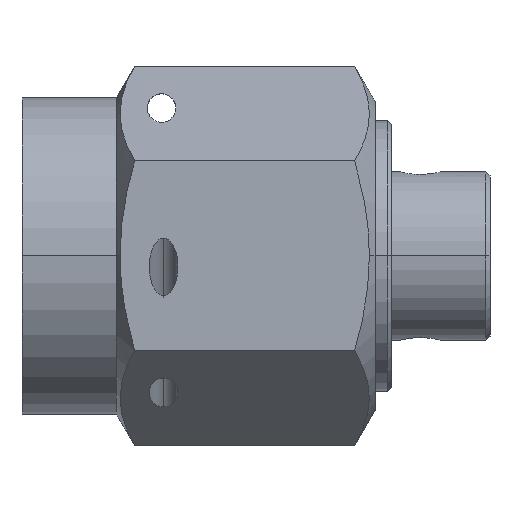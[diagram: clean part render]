
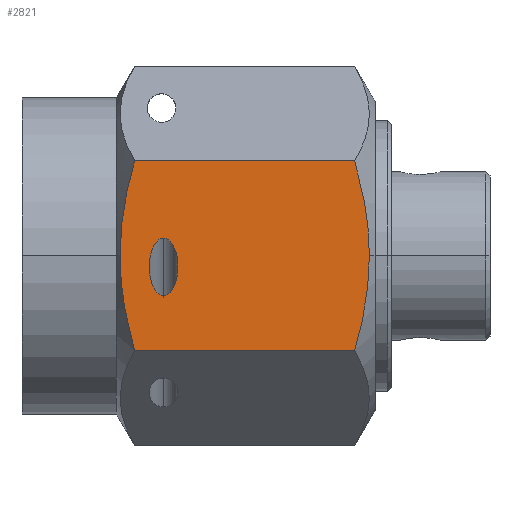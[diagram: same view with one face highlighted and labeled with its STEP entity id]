
A CAD part, top view. The second image highlights one B-rep face of the part: STEP entity #2821.
In plain terms, the highlighted face is planar.
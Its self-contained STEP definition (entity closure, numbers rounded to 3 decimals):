
#38 = CARTESIAN_POINT ( 'NONE',  ( 4.001, -0.97, -3.45 ) ) ;
#61 = AXIS2_PLACEMENT_3D ( 'NONE', #2668, #893, #1648 ) ;
#68 = CARTESIAN_POINT ( 'NONE',  ( 4.001, 0.786, -2.422 ) ) ;
#88 = CARTESIAN_POINT ( 'NONE',  ( 4.001, 2.31, -2.745 ) ) ;
#150 = VECTOR ( 'NONE', #2619, 1000. ) ;
#202 = FACE_OUTER_BOUND ( 'NONE', #3286, .T. ) ;
#274 = CARTESIAN_POINT ( 'NONE',  ( 4.001, 0., -2.387 ) ) ;
#301 = CARTESIAN_POINT ( 'NONE',  ( 4.001, -0.39, -2.387 ) ) ;
#302 = CARTESIAN_POINT ( 'NONE',  ( 4.001, 0.43, -3.45 ) ) ;
#319 = CARTESIAN_POINT ( 'NONE',  ( 4.001, 0.43, -2.75 ) ) ;
#420 = LINE ( 'NONE', #3261, #150 ) ;
#437 = VERTEX_POINT ( 'NONE', #1998 ) ;
#438 = EDGE_CURVE ( 'NONE', #1986, #1905, #420, .T. ) ;
#552 = EDGE_CURVE ( 'NONE', #1905, #2224, #1799, .T. ) ;
#598 = B_SPLINE_CURVE_WITH_KNOTS ( 'NONE', 3,
 ( #2721, #926, #2982, #3231, #1216, #2692 ),
 .UNSPECIFIED., .F., .F.,
 ( 4, 2, 4 ),
 ( 0.004, 0.005, 0.006 ),
 .UNSPECIFIED. ) ;
#722 = CARTESIAN_POINT ( 'NONE',  ( 4.001, -0.97, -3.45 ) ) ;
#772 = CARTESIAN_POINT ( 'NONE',  ( 4.001, 1.558, -8.302 ) ) ;
#777 = EDGE_CURVE ( 'NONE', #1288, #1986, #1092, .T. ) ;
#834 = CARTESIAN_POINT ( 'NONE',  ( 4.001, 0., -2.387 ) ) ;
#840 = ORIENTED_EDGE ( 'NONE', *, *, #438, .F. ) ;
#893 = DIRECTION ( 'NONE',  ( 1., 0., 0. ) ) ;
#926 = CARTESIAN_POINT ( 'NONE',  ( 4.001, -0.39, -8.462 ) ) ;
#936 = EDGE_CURVE ( 'NONE', #3285, #437, #3204, .T. ) ;
#969 = ORIENTED_EDGE ( 'NONE', *, *, #1772, .T. ) ;
#1029 = CARTESIAN_POINT ( 'NONE',  ( 4.001, 0.786, -8.427 ) ) ;
#1067 = CARTESIAN_POINT ( 'NONE',  ( 4.001, 0., -8.462 ) ) ;
#1084 = CARTESIAN_POINT ( 'NONE',  ( 4.001, -0.778, -2.421 ) ) ;
#1092 = B_SPLINE_CURVE_WITH_KNOTS ( 'NONE', 3,
 ( #834, #1109, #68, #2859, #1582, #88 ),
 .UNSPECIFIED., .F., .F.,
 ( 4, 2, 4 ),
 ( 0.006, 0.008, 0.009 ),
 .UNSPECIFIED. ) ;
#1109 = CARTESIAN_POINT ( 'NONE',  ( 4.001, 0.391, -2.387 ) ) ;
#1133 = ORIENTED_EDGE ( 'NONE', *, *, #777, .F. ) ;
#1155 = VERTEX_POINT ( 'NONE', #302 ) ;
#1216 = CARTESIAN_POINT ( 'NONE',  ( 4.001, -1.934, -8.213 ) ) ;
#1288 = VERTEX_POINT ( 'NONE', #1412 ) ;
#1300 = ORIENTED_EDGE ( 'NONE', *, *, #2391, .F. ) ;
#1310 = FACE_BOUND ( 'NONE', #1978, .T. ) ;
#1315 =( BOUNDED_CURVE ( )  B_SPLINE_CURVE ( 3, ( #2019, #2275, #2311, #38 ),
 .UNSPECIFIED., .F., .F. ) 
 B_SPLINE_CURVE_WITH_KNOTS ( ( 4, 4 ),
 ( 3.142, 6.283 ),
 .UNSPECIFIED. ) 
 CURVE ( )  GEOMETRIC_REPRESENTATION_ITEM ( )  RATIONAL_B_SPLINE_CURVE ( ( 1., 0.333, 0.333, 1. ) ) 
 REPRESENTATION_ITEM ( '' )  );
#1386 = CARTESIAN_POINT ( 'NONE',  ( 4.001, -2.31, -2.745 ) ) ;
#1412 = CARTESIAN_POINT ( 'NONE',  ( 4.001, 0., -2.387 ) ) ;
#1576 = CARTESIAN_POINT ( 'NONE',  ( 4.001, 2.31, -8.105 ) ) ;
#1582 = CARTESIAN_POINT ( 'NONE',  ( 4.001, 1.936, -2.637 ) ) ;
#1648 = DIRECTION ( 'NONE',  ( 0., -1., 0. ) ) ;
#1772 = EDGE_CURVE ( 'NONE', #2084, #1155, #2809, .T. ) ;
#1799 = B_SPLINE_CURVE_WITH_KNOTS ( 'NONE', 3,
 ( #1576, #2274, #772, #1029, #2812, #2443 ),
 .UNSPECIFIED., .F., .F.,
 ( 4, 2, 4 ),
 ( 0.002, 0.003, 0.004 ),
 .UNSPECIFIED. ) ;
#1836 = CARTESIAN_POINT ( 'NONE',  ( 4.001, -2.31, -2.745 ) ) ;
#1905 = VERTEX_POINT ( 'NONE', #2630 ) ;
#1912 = ORIENTED_EDGE ( 'NONE', *, *, #2571, .T. ) ;
#1978 = EDGE_LOOP ( 'NONE', ( #1912, #969 ) ) ;
#1986 = VERTEX_POINT ( 'NONE', #2687 ) ;
#1998 = CARTESIAN_POINT ( 'NONE',  ( 4.001, -2.31, -8.105 ) ) ;
#2019 = CARTESIAN_POINT ( 'NONE',  ( 4.001, 0.43, -3.45 ) ) ;
#2084 = VERTEX_POINT ( 'NONE', #722 ) ;
#2155 = ORIENTED_EDGE ( 'NONE', *, *, #552, .F. ) ;
#2224 = VERTEX_POINT ( 'NONE', #1067 ) ;
#2274 = CARTESIAN_POINT ( 'NONE',  ( 4.001, 1.936, -8.212 ) ) ;
#2275 = CARTESIAN_POINT ( 'NONE',  ( 4.001, 0.43, -4.15 ) ) ;
#2311 = CARTESIAN_POINT ( 'NONE',  ( 4.001, -0.97, -4.15 ) ) ;
#2315 = CARTESIAN_POINT ( 'NONE',  ( 4.001, -0.97, -3.45 ) ) ;
#2328 = CARTESIAN_POINT ( 'NONE',  ( 4.001, -1.55, -2.545 ) ) ;
#2391 = EDGE_CURVE ( 'NONE', #2224, #437, #598, .T. ) ;
#2443 = CARTESIAN_POINT ( 'NONE',  ( 4.001, 0., -8.462 ) ) ;
#2445 = PLANE ( 'NONE',  #61 ) ;
#2571 = EDGE_CURVE ( 'NONE', #1155, #2084, #1315, .T. ) ;
#2592 = CARTESIAN_POINT ( 'NONE',  ( 4.001, -1.934, -2.636 ) ) ;
#2619 = DIRECTION ( 'NONE',  ( 0., 0., -1. ) ) ;
#2630 = CARTESIAN_POINT ( 'NONE',  ( 4.001, 2.31, -8.105 ) ) ;
#2668 = CARTESIAN_POINT ( 'NONE',  ( 4.001, 2.31, 1.4 ) ) ;
#2687 = CARTESIAN_POINT ( 'NONE',  ( 4.001, 2.31, -2.745 ) ) ;
#2692 = CARTESIAN_POINT ( 'NONE',  ( 4.001, -2.31, -8.105 ) ) ;
#2721 = CARTESIAN_POINT ( 'NONE',  ( 4.001, 0., -8.462 ) ) ;
#2772 = CARTESIAN_POINT ( 'NONE',  ( 4.001, -2.31, 1.4 ) ) ;
#2782 = DIRECTION ( 'NONE',  ( 0., 0., -1. ) ) ;
#2809 =( BOUNDED_CURVE ( )  B_SPLINE_CURVE ( 3, ( #2315, #3131, #319, #2842 ),
 .UNSPECIFIED., .F., .F. ) 
 B_SPLINE_CURVE_WITH_KNOTS ( ( 4, 4 ),
 ( 0., 3.142 ),
 .UNSPECIFIED. ) 
 CURVE ( )  GEOMETRIC_REPRESENTATION_ITEM ( )  RATIONAL_B_SPLINE_CURVE ( ( 1., 0.333, 0.333, 1. ) ) 
 REPRESENTATION_ITEM ( '' )  );
#2812 = CARTESIAN_POINT ( 'NONE',  ( 4.001, 0.391, -8.462 ) ) ;
#2821 = ADVANCED_FACE ( 'NONE', ( #1310, #202 ), #2445, .T. ) ;
#2841 = VECTOR ( 'NONE', #2782, 1000. ) ;
#2842 = CARTESIAN_POINT ( 'NONE',  ( 4.001, 0.43, -3.45 ) ) ;
#2859 = CARTESIAN_POINT ( 'NONE',  ( 4.001, 1.558, -2.547 ) ) ;
#2880 = ORIENTED_EDGE ( 'NONE', *, *, #3110, .F. ) ;
#2931 = ORIENTED_EDGE ( 'NONE', *, *, #936, .T. ) ;
#2982 = CARTESIAN_POINT ( 'NONE',  ( 4.001, -0.778, -8.428 ) ) ;
#3110 = EDGE_CURVE ( 'NONE', #3285, #1288, #3180, .T. ) ;
#3131 = CARTESIAN_POINT ( 'NONE',  ( 4.001, -0.97, -2.75 ) ) ;
#3180 = B_SPLINE_CURVE_WITH_KNOTS ( 'NONE', 3,
 ( #1836, #2592, #2328, #1084, #301, #274 ),
 .UNSPECIFIED., .F., .F.,
 ( 4, 2, 4 ),
 ( 0.004, 0.005, 0.006 ),
 .UNSPECIFIED. ) ;
#3204 = LINE ( 'NONE', #2772, #2841 ) ;
#3231 = CARTESIAN_POINT ( 'NONE',  ( 4.001, -1.55, -8.304 ) ) ;
#3261 = CARTESIAN_POINT ( 'NONE',  ( 4.001, 2.31, 1.4 ) ) ;
#3285 = VERTEX_POINT ( 'NONE', #1386 ) ;
#3286 = EDGE_LOOP ( 'NONE', ( #2931, #1300, #2155, #840, #1133, #2880 ) ) ;
